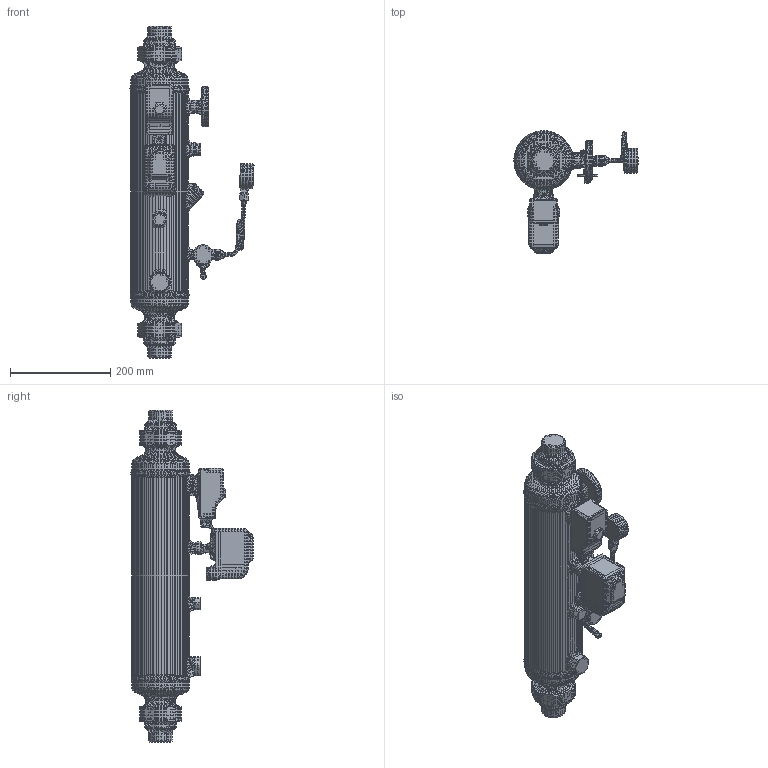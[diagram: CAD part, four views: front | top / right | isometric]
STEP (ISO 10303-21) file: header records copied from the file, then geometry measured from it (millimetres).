
FILE_DESCRIPTION((''),'2;1');
FILE_NAME('_3350820001_SW0001','2016-10-18T',('mparodi'),(''),'CREO PARAMETRIC BY PTC INC, 2014500','CREO PARAMETRIC BY PTC INC, 2014500','');
FILE_SCHEMA(('CONFIG_CONTROL_DESIGN'));
Products named in the file (1): _3350820001_SW0001
Bounding box: 247.42 x 243.69 x 661.98 mm (x, y, z)
Volume: 6556734.4 mm3; surface area: 347276.9 mm2
Topology: 1 solids, 1 shells, 13625 faces, 21691 edges, 8067 vertices
Faces by surface type: plane 13625
Entity records: 277029 total; most frequent: DIRECTION 48932, CARTESIAN_POINT 43409, ORIENTED_EDGE 43382, EDGE_CURVE 21691, VECTOR 21682, LINE 21682, EDGE_LOOP 13626, AXIS2_PLACEMENT_3D 13625
